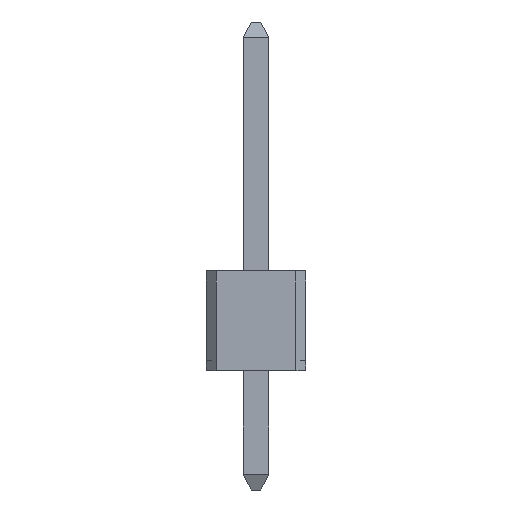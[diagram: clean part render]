
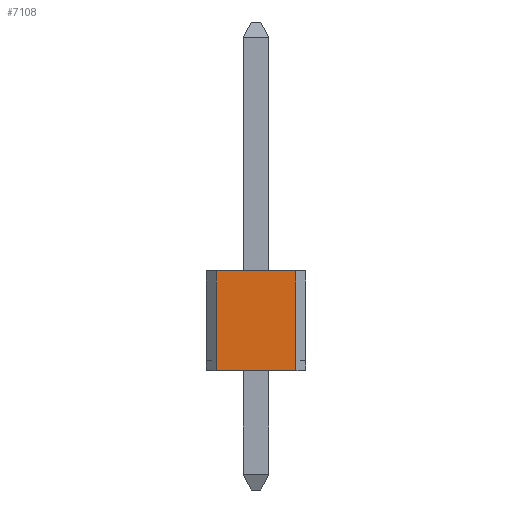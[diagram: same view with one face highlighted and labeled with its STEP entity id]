
A CAD part, left-side view. The second image highlights one B-rep face of the part: STEP entity #7108.
In plain terms, the highlighted planar face has unit normal (-1, 0, 0).
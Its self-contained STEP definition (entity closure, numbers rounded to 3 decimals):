
#67=FACE_OUTER_BOUND('',#491,.T.);
#491=EDGE_LOOP('',(#4623,#4624,#4625,#4626));
#935=LINE('',#9827,#1931);
#1026=LINE('',#10022,#2022);
#1027=LINE('',#10025,#2023);
#1028=LINE('',#10026,#2024);
#1931=VECTOR('',#7972,2.032);
#2022=VECTOR('',#8095,2.54);
#2023=VECTOR('',#8098,2.032);
#2024=VECTOR('',#8099,2.54);
#2926=VERTEX_POINT('',#9824);
#2927=VERTEX_POINT('',#9826);
#3015=VERTEX_POINT('',#10020);
#3016=VERTEX_POINT('',#10024);
#3531=EDGE_CURVE('',#2927,#2926,#935,.T.);
#3622=EDGE_CURVE('',#2926,#3015,#1026,.T.);
#3623=EDGE_CURVE('',#3016,#3015,#1027,.T.);
#3624=EDGE_CURVE('',#2927,#3016,#1028,.T.);
#4623=ORIENTED_EDGE('',*,*,#3531,.T.);
#4624=ORIENTED_EDGE('',*,*,#3622,.T.);
#4625=ORIENTED_EDGE('',*,*,#3623,.F.);
#4626=ORIENTED_EDGE('',*,*,#3624,.F.);
#6529=PLANE('',#7547);
#7108=ADVANCED_FACE('',(#67),#6529,.T.);
#7547=AXIS2_PLACEMENT_3D('',#10023,#8096,#8097);
#7972=DIRECTION('',(0.,0.,1.));
#8095=DIRECTION('',(0.,1.,0.));
#8096=DIRECTION('center_axis',(-1.,0.,0.));
#8097=DIRECTION('ref_axis',(0.,0.,1.));
#8098=DIRECTION('',(0.,0.,1.));
#8099=DIRECTION('',(0.,1.,0.));
#9824=CARTESIAN_POINT('',(-1.27,0.,1.016));
#9826=CARTESIAN_POINT('',(-1.27,0.,-1.016));
#9827=CARTESIAN_POINT('',(-1.27,0.,-1.016));
#10020=CARTESIAN_POINT('',(-1.27,2.54,1.016));
#10022=CARTESIAN_POINT('',(-1.27,0.,1.016));
#10023=CARTESIAN_POINT('Origin',(-1.27,0.,-1.016));
#10024=CARTESIAN_POINT('',(-1.27,2.54,-1.016));
#10025=CARTESIAN_POINT('',(-1.27,2.54,-1.016));
#10026=CARTESIAN_POINT('',(-1.27,0.,-1.016));
